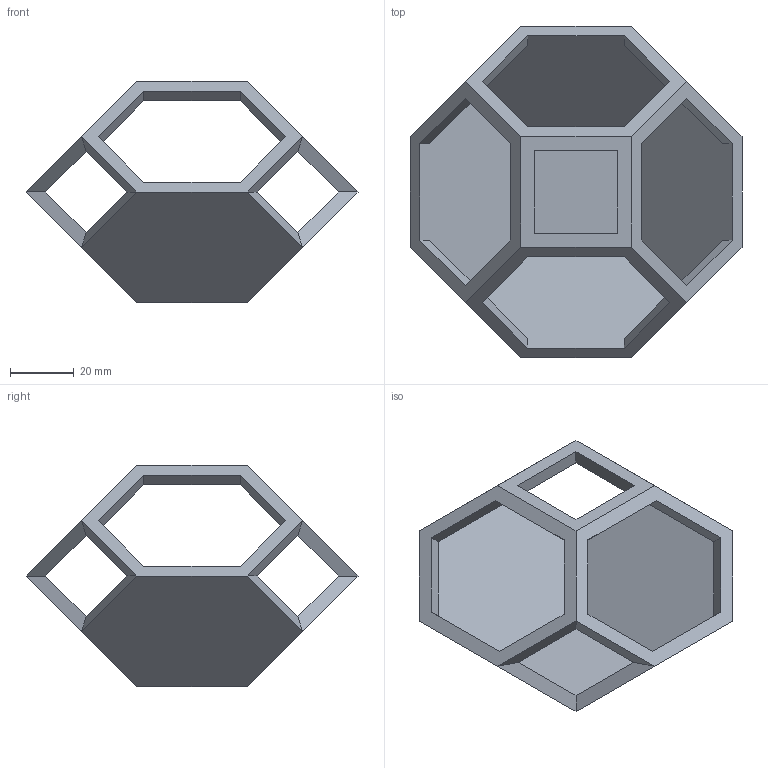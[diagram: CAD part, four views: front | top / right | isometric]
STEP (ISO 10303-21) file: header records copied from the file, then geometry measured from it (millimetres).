
FILE_DESCRIPTION(/* description */ (''),/* implementation_level */ '2;1');
FILE_NAME(/* name */ 'blomapottur_test_staerd.step',/* time_stamp */ '2022-03-01T18:52:45+00:00',/* author */ (''),/* organization */ (''),/* preprocessor_version */ 'ST-DEVELOPER v18.1',/* originating_system */ 'Autodesk Translation Framework v10.13.0.1454',/* authorisation */ '');
FILE_SCHEMA (('AUTOMOTIVE_DESIGN { 1 0 10303 214 3 1 1 }'));
Length unit declared in the file: millimetre
Products named in the file (1): blomapottur
Bounding box: 103.97 x 103.97 x 69.31 mm (x, y, z)
Volume: 57258.6 mm3; surface area: 31426.9 mm2
Topology: 1 solids, 1 shells, 60 faces, 172 edges, 104 vertices
Faces by surface type: plane 60
Entity records: 1945 total; most frequent: ORIENTED_EDGE 344, CARTESIAN_POINT 337, DIRECTION 294, LINE 172, VECTOR 172, EDGE_CURVE 172, VERTEX_POINT 104, EDGE_LOOP 66
